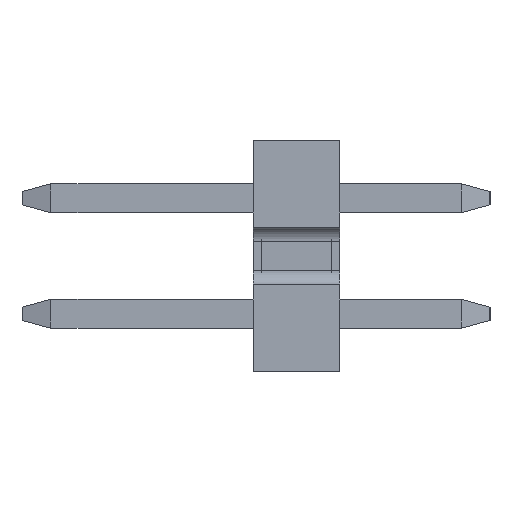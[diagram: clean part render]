
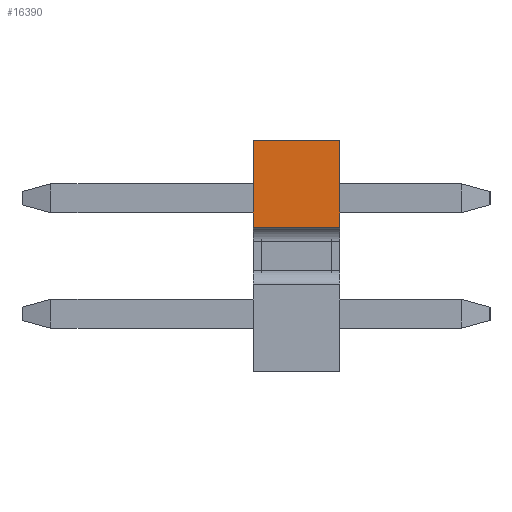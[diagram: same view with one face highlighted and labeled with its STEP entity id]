
A CAD part, left-side view. The second image highlights one B-rep face of the part: STEP entity #16390.
In plain terms, the highlighted planar face has unit normal (-1, 0, 0).
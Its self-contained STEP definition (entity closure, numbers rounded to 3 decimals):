
#1823=DIRECTION('',(0.,1.,0.));
#1824=VECTOR('',#1823,1.5);
#1825=CARTESIAN_POINT('',(-21.95,-0.75,0.5));
#1826=LINE('',#1825,#1824);
#1827=DIRECTION('',(0.,0.,1.));
#1828=VECTOR('',#1827,1.5);
#1829=CARTESIAN_POINT('',(-21.95,0.75,0.5));
#1830=LINE('',#1829,#1828);
#2589=DIRECTION('',(0.,-1.,0.));
#2590=VECTOR('',#2589,1.5);
#2591=CARTESIAN_POINT('',(-21.95,0.75,2.));
#2592=LINE('',#2591,#2590);
#3446=DIRECTION('',(0.,0.,1.));
#3447=VECTOR('',#3446,1.5);
#3448=CARTESIAN_POINT('',(-21.95,-0.75,0.5));
#3449=LINE('',#3448,#3447);
#11413=CARTESIAN_POINT('',(-21.95,0.75,2.));
#11414=CARTESIAN_POINT('',(-21.95,-0.75,2.));
#11415=VERTEX_POINT('',#11413);
#11416=VERTEX_POINT('',#11414);
#11421=CARTESIAN_POINT('',(-21.95,-0.75,0.5));
#11422=CARTESIAN_POINT('',(-21.95,0.75,0.5));
#11423=VERTEX_POINT('',#11421);
#11424=VERTEX_POINT('',#11422);
#16377=CARTESIAN_POINT('',(-21.95,0.75,-2.));
#16378=DIRECTION('',(-1.,0.,0.));
#16379=DIRECTION('',(0.,-1.,0.));
#16380=AXIS2_PLACEMENT_3D('',#16377,#16378,#16379);
#16381=PLANE('',#16380);
#16382=ORIENTED_EDGE('',*,*,#16367,.T.);
#16383=ORIENTED_EDGE('',*,*,#15706,.T.);
#16385=ORIENTED_EDGE('',*,*,#16384,.T.);
#16387=ORIENTED_EDGE('',*,*,#16386,.F.);
#16388=EDGE_LOOP('',(#16382,#16383,#16385,#16387));
#16389=FACE_OUTER_BOUND('',#16388,.F.);
#16390=ADVANCED_FACE('',(#16389),#16381,.T.);
#15706=EDGE_CURVE('',#11424,#11415,#1830,.T.);
#16367=EDGE_CURVE('',#11423,#11424,#1826,.T.);
#16384=EDGE_CURVE('',#11415,#11416,#2592,.T.);
#16386=EDGE_CURVE('',#11423,#11416,#3449,.T.);
